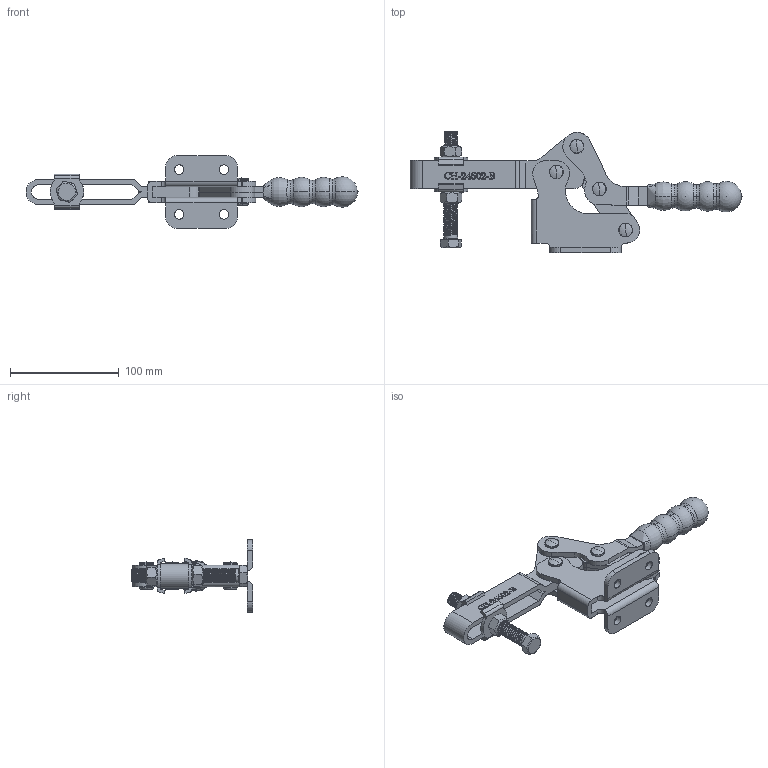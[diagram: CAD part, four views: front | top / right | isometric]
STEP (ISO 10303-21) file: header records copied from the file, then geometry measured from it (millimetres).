
FILE_DESCRIPTION (( 'STEP AP203' ), '1' );
FILE_NAME ('CH-24502-B.STEP', '2017-11-19T07:43:46', ( 'Windows' ), ( 'Microsoft' ), 'SwSTEP 2.0', 'SolidWorks 2015', '' );
FILE_SCHEMA (( 'CONFIG_CONTROL_DESIGN' ));
Length unit declared in the file: millimetre
Products named in the file (11): M12___; CH-SA-121017___; FW120___; 24502-b菁釱; 24502-b綵竄杶; 24502-b揤參; CH-24502-B; 路杶; 24502-b忒參; 24502-B蟀裝; 妗穩隊
Assembly tree (17 placements, depth 2):
  CH-24502-B
    24502-b菁釱
    24502-b揤參
    路杶  x2
    24502-b忒參
    24502-B蟀裝  x2
    妗穩隊  x4
    M12___  x2
    CH-SA-121017___
    FW120___  x2
    24502-b綵竄杶
Bounding box: 305.79 x 112.18 x 67 mm (x, y, z)
Volume: 215374.6 mm3; surface area: 105187 mm2
Topology: 17 solids, 17 shells, 941 faces, 2541 edges, 1653 vertices
Faces by surface type: plane 328, bspline 280, cylinder 264, cone 49, torus 14, sphere 6
Entity records: 50331 total; most frequent: CARTESIAN_POINT 30523, ORIENTED_EDGE 4410, DIRECTION 2972, EDGE_CURVE 2205, VERTEX_POINT 1452, LINE 1156, VECTOR 1156, AXIS2_PLACEMENT_3D 908
